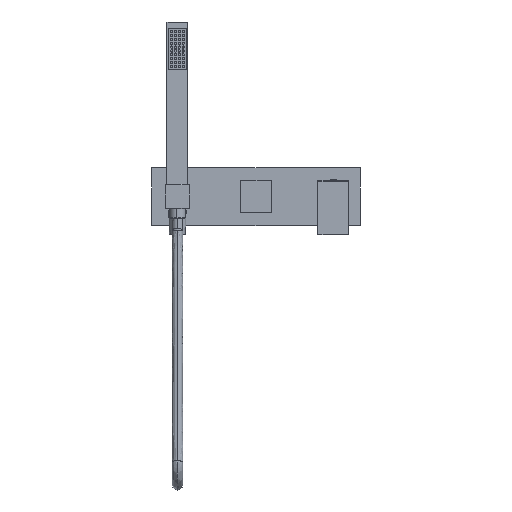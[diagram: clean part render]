
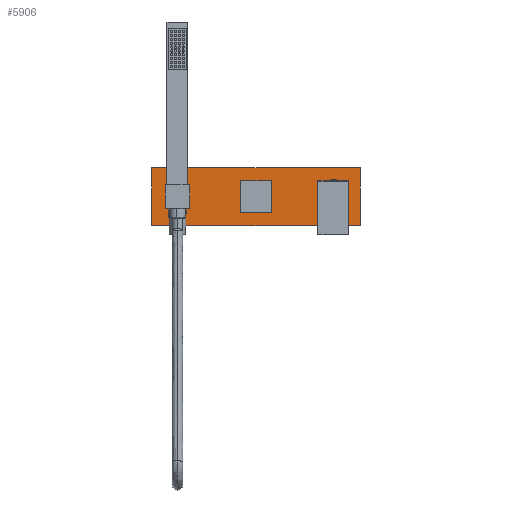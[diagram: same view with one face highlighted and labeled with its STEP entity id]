
A CAD part, top view. The second image highlights one B-rep face of the part: STEP entity #5906.
In plain terms, the highlighted face is planar.
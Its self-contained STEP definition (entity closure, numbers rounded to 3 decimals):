
#133 = CARTESIAN_POINT ( 'NONE',  ( -135., 4., 0. ) ) ;
#146 = CIRCLE ( 'NONE', #9483, 20.25 ) ;
#158 = EDGE_CURVE ( 'NONE', #22258, #4794, #146, .T. ) ;
#231 = CIRCLE ( 'NONE', #9568, 10.5 ) ;
#313 = DIRECTION ( 'NONE',  ( 0., -1., 0. ) ) ;
#659 = CARTESIAN_POINT ( 'NONE',  ( 0., 4., 0. ) ) ;
#1126 = LINE ( 'NONE', #17568, #18541 ) ;
#1298 = CARTESIAN_POINT ( 'NONE',  ( 0., 4., 37.5 ) ) ;
#1444 = ORIENTED_EDGE ( 'NONE', *, *, #15197, .T. ) ;
#1737 = ORIENTED_EDGE ( 'NONE', *, *, #7552, .T. ) ;
#1913 = ORIENTED_EDGE ( 'NONE', *, *, #15731, .T. ) ;
#2479 = CARTESIAN_POINT ( 'NONE',  ( 0., 4., 0. ) ) ;
#2554 = CIRCLE ( 'NONE', #5323, 20.25 ) ;
#3265 = VERTEX_POINT ( 'NONE', #14362 ) ;
#3436 = CARTESIAN_POINT ( 'NONE',  ( -100., 4., 10.5 ) ) ;
#3707 = VECTOR ( 'NONE', #20584, 1000. ) ;
#4478 = CARTESIAN_POINT ( 'NONE',  ( 135., 4., -37.5 ) ) ;
#4781 = EDGE_CURVE ( 'NONE', #3265, #19958, #2554, .T. ) ;
#4794 = VERTEX_POINT ( 'NONE', #20828 ) ;
#5088 = DIRECTION ( 'NONE',  ( 0., -1., 0. ) ) ;
#5244 = DIRECTION ( 'NONE',  ( 0., 1., 0. ) ) ;
#5260 = DIRECTION ( 'NONE',  ( 0., 0., -1. ) ) ;
#5323 = AXIS2_PLACEMENT_3D ( 'NONE', #13769, #8277, #15367 ) ;
#5454 = EDGE_CURVE ( 'NONE', #9410, #22062, #1126, .T. ) ;
#5906 = ADVANCED_FACE ( 'NONE', ( #10727, #18146, #23862, #7179 ), #12666, .T. ) ;
#6235 = EDGE_LOOP ( 'NONE', ( #6541, #1444 ) ) ;
#6541 = ORIENTED_EDGE ( 'NONE', *, *, #158, .T. ) ;
#6718 = AXIS2_PLACEMENT_3D ( 'NONE', #659, #11637, #10043 ) ;
#6797 = VERTEX_POINT ( 'NONE', #15778 ) ;
#7179 = FACE_BOUND ( 'NONE', #15831, .T. ) ;
#7184 = VECTOR ( 'NONE', #23649, 1000. ) ;
#7552 = EDGE_CURVE ( 'NONE', #22062, #6797, #12569, .T. ) ;
#7608 = VERTEX_POINT ( 'NONE', #20459 ) ;
#7702 = EDGE_CURVE ( 'NONE', #6797, #7608, #14997, .T. ) ;
#7732 = DIRECTION ( 'NONE',  ( 0., 0., -1. ) ) ;
#7877 = CIRCLE ( 'NONE', #6718, 20.25 ) ;
#7945 = VERTEX_POINT ( 'NONE', #23973 ) ;
#8277 = DIRECTION ( 'NONE',  ( 0., -1., 0. ) ) ;
#8435 = DIRECTION ( 'NONE',  ( 0., 0., -1. ) ) ;
#9410 = VERTEX_POINT ( 'NONE', #20761 ) ;
#9483 = AXIS2_PLACEMENT_3D ( 'NONE', #2479, #313, #7732 ) ;
#9515 = ORIENTED_EDGE ( 'NONE', *, *, #4781, .T. ) ;
#9568 = AXIS2_PLACEMENT_3D ( 'NONE', #23994, #22291, #5260 ) ;
#10043 = DIRECTION ( 'NONE',  ( 0., 0., -1. ) ) ;
#10243 = AXIS2_PLACEMENT_3D ( 'NONE', #12395, #5088, #19807 ) ;
#10301 = EDGE_CURVE ( 'NONE', #12534, #7945, #231, .T. ) ;
#10482 = CIRCLE ( 'NONE', #24079, 20.25 ) ;
#10727 = FACE_BOUND ( 'NONE', #6235, .T. ) ;
#11637 = DIRECTION ( 'NONE',  ( 0., -1., 0. ) ) ;
#12395 = CARTESIAN_POINT ( 'NONE',  ( -100., 4., 0. ) ) ;
#12460 = ORIENTED_EDGE ( 'NONE', *, *, #20484, .T. ) ;
#12534 = VERTEX_POINT ( 'NONE', #3436 ) ;
#12569 = LINE ( 'NONE', #16233, #7184 ) ;
#12666 = PLANE ( 'NONE',  #15304 ) ;
#13244 = ORIENTED_EDGE ( 'NONE', *, *, #10301, .T. ) ;
#13769 = CARTESIAN_POINT ( 'NONE',  ( 100., 4., 0. ) ) ;
#14362 = CARTESIAN_POINT ( 'NONE',  ( 100., 4., 20.25 ) ) ;
#14776 = ORIENTED_EDGE ( 'NONE', *, *, #5454, .T. ) ;
#14997 = LINE ( 'NONE', #133, #3707 ) ;
#15197 = EDGE_CURVE ( 'NONE', #4794, #22258, #7877, .T. ) ;
#15304 = AXIS2_PLACEMENT_3D ( 'NONE', #19837, #5244, #21555 ) ;
#15367 = DIRECTION ( 'NONE',  ( 0., 0., -1. ) ) ;
#15680 = CIRCLE ( 'NONE', #10243, 10.5 ) ;
#15731 = EDGE_CURVE ( 'NONE', #19958, #3265, #10482, .T. ) ;
#15756 = ORIENTED_EDGE ( 'NONE', *, *, #7702, .T. ) ;
#15778 = CARTESIAN_POINT ( 'NONE',  ( -135., 4., -37.5 ) ) ;
#15831 = EDGE_LOOP ( 'NONE', ( #12460, #13244 ) ) ;
#16233 = CARTESIAN_POINT ( 'NONE',  ( 0., 4., -37.5 ) ) ;
#16700 = EDGE_LOOP ( 'NONE', ( #14776, #1737, #15756, #16900 ) ) ;
#16900 = ORIENTED_EDGE ( 'NONE', *, *, #20443, .T. ) ;
#17568 = CARTESIAN_POINT ( 'NONE',  ( 135., 4., 0. ) ) ;
#17986 = LINE ( 'NONE', #1298, #19942 ) ;
#18146 = FACE_BOUND ( 'NONE', #20289, .T. ) ;
#18541 = VECTOR ( 'NONE', #8435, 1000. ) ;
#19807 = DIRECTION ( 'NONE',  ( 0., 0., -1. ) ) ;
#19837 = CARTESIAN_POINT ( 'NONE',  ( 0., 4., 0. ) ) ;
#19942 = VECTOR ( 'NONE', #22131, 1000. ) ;
#19958 = VERTEX_POINT ( 'NONE', #20392 ) ;
#20165 = CARTESIAN_POINT ( 'NONE',  ( 100., 4., 0. ) ) ;
#20269 = CARTESIAN_POINT ( 'NONE',  ( 0., 4., -20.25 ) ) ;
#20289 = EDGE_LOOP ( 'NONE', ( #1913, #9515 ) ) ;
#20392 = CARTESIAN_POINT ( 'NONE',  ( 100., 4., -20.25 ) ) ;
#20443 = EDGE_CURVE ( 'NONE', #7608, #9410, #17986, .T. ) ;
#20459 = CARTESIAN_POINT ( 'NONE',  ( -135., 4., 37.5 ) ) ;
#20484 = EDGE_CURVE ( 'NONE', #7945, #12534, #15680, .T. ) ;
#20584 = DIRECTION ( 'NONE',  ( 0., 0., 1. ) ) ;
#20761 = CARTESIAN_POINT ( 'NONE',  ( 135., 4., 37.5 ) ) ;
#20828 = CARTESIAN_POINT ( 'NONE',  ( 0., 4., 20.25 ) ) ;
#21555 = DIRECTION ( 'NONE',  ( 0., 0., 1. ) ) ;
#22062 = VERTEX_POINT ( 'NONE', #4478 ) ;
#22131 = DIRECTION ( 'NONE',  ( 1., 0., 0. ) ) ;
#22258 = VERTEX_POINT ( 'NONE', #20269 ) ;
#22291 = DIRECTION ( 'NONE',  ( 0., -1., 0. ) ) ;
#23580 = DIRECTION ( 'NONE',  ( 0., -1., 0. ) ) ;
#23649 = DIRECTION ( 'NONE',  ( -1., 0., 0. ) ) ;
#23703 = DIRECTION ( 'NONE',  ( 0., 0., -1. ) ) ;
#23862 = FACE_OUTER_BOUND ( 'NONE', #16700, .T. ) ;
#23973 = CARTESIAN_POINT ( 'NONE',  ( -100., 4., -10.5 ) ) ;
#23994 = CARTESIAN_POINT ( 'NONE',  ( -100., 4., 0. ) ) ;
#24079 = AXIS2_PLACEMENT_3D ( 'NONE', #20165, #23580, #23703 ) ;
